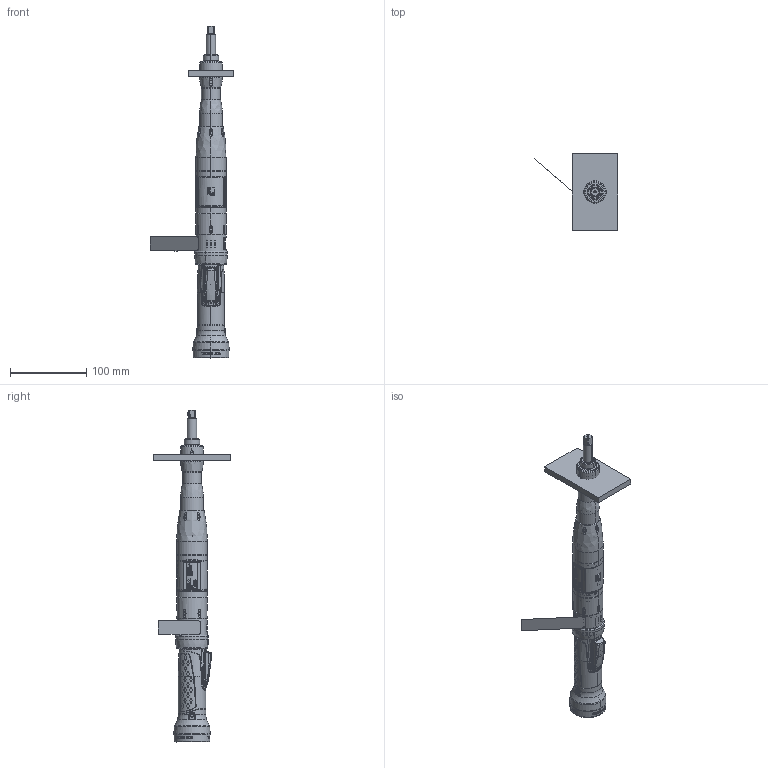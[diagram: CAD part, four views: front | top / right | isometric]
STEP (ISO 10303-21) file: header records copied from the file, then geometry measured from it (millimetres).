
FILE_DESCRIPTION((''),'2;1');
FILE_NAME('8436623006_REACTIONBAR_ASM','2020-06-29T10:23:08',('INEdipo'),(''),'CREO PARAMETRIC BY PTC INC, 2018100','CREO PARAMETRIC BY PTC INC, 2018100','');
FILE_SCHEMA(('CONFIG_CONTROL_DESIGN','SHAPE_APPEARANCE_LAYERS_GROUPS'));
Products named in the file (35): 4220500400; 4220500401; 4220500480_ASM; 4220500300; 4220500301; 4220502203; 4220472380_SPEC1_ASM; 4224411002_ASM; 4220460800; 4220413100; 4220412605; 4220412604; 4220512100; 4220412706_AF0; 4220512180_ASM; 4224411100-MONTERAD_ASM; 4220474000; 4220447600; 4220125604; 4220473985_ASM; 4220473902; 4220453100; 4224411200_ASM; 4220276601; 4220114700; 4090069700; 4220299301; 4220114603; 0108169062; 4220488000; 0666810012; 4224250706_ASM; 4220465602; 4220102901; 8436623006_REACTIONBAR_ASM
Assembly tree (37 placements, depth 4):
  8436623006_REACTIONBAR_ASM
    4220500400
    4220500480_ASM
      4220500401
    4220500300
    4220500301
    4224411002_ASM
      4220472380_SPEC1_ASM
        4220502203  x3
    4220460800
    4224411100-MONTERAD_ASM
      4220413100
      4220412605
      4220412604
      4220512180_ASM
        4220512100
        4220412706_AF0
    4224411200_ASM
      4220473985_ASM
        4220474000
        4220447600
        4220125604  x2
      4220473902
      4220453100
    4224250706_ASM
      4220276601
      4220114700
      4090069700
      4220299301
      4220114603
      0108169062
      4220488000
      0666810012
    4220465602
    4220102901
Bounding box: 109.85 x 100 x 435.9 mm (x, y, z)
Volume: 413356.2 mm3; surface area: 140842.1 mm2
Topology: 29 solids, 52 shells, 5759 faces, 15276 edges, 9920 vertices
Faces by surface type: plane 2199, bspline 1363, cylinder 981, extrusion 756, cone 253, torus 144, sphere 40, revolution 23
Entity records: 314276 total; most frequent: CARTESIAN_POINT 145263, ORIENTED_EDGE 29130, DIRECTION 18014, EDGE_CURVE 14622, PRESENTATION_STYLE_ASSIGNMENT 12395, STYLED_ITEM 12367, CURVE_STYLE 11021, VERTEX_POINT 9530
